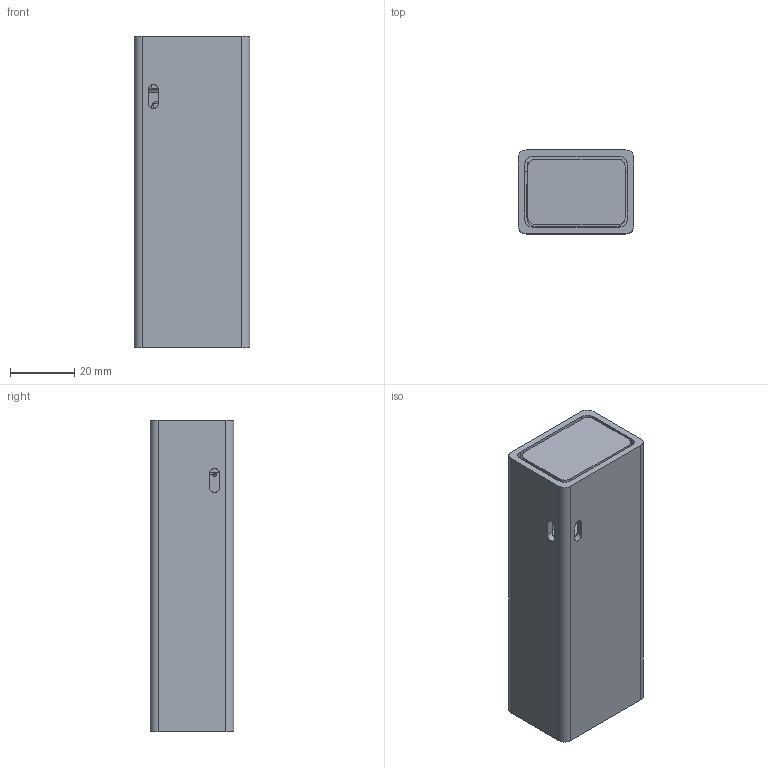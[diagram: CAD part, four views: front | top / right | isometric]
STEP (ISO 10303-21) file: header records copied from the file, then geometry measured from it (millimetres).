
FILE_DESCRIPTION(/* description */ ('','CAx-IF Rec.Pracs.---Representation and Presentation of Product Manufacturing Information (PMI)---4.0---2014-10-13'),/* implementation_level */ '2;1');
FILE_NAME(/* name */ 'Clicker V3.1.step',/* time_stamp */ '2025-01-19T16:12:19+01:00',/* author */ (''),/* organization */ (''),/* preprocessor_version */ 'ST-DEVELOPER v20',/* originating_system */ 'Autodesk Translation Framework v13.20.0.188',/* authorisation */ '');
FILE_SCHEMA (('AP242_MANAGED_MODEL_BASED_3D_ENGINEERING_MIM_LF { 1 0 10303 442 1 1 4 }'));
Products named in the file (17): Clicker V3.1; MX °´¼ü_¨¹_¡§1; MX Öá °´¼ü¡ä_¨¹
___¡§1; MX Öá ÖáÌå¨¢¨¬
_¡§¡é¡§__; MXÖá ÖáÌå µ×²¿ ¦Ì¡
Á2__Ä¬ÈÏ_¨¢2____¨¨_; Õë½Å___Ä¬ÈÏ__¨¨
_; Clicker_PCB 1; Clicker_PCB_PCB; LED_0603_1608Metric; LED_0603_1608Metric_1; Battery; Button; Outer Shell; Tray; mill-max-858-10-003-10-002000; mill-max-858-10-003-10-002000_P8XX-18-014-16-08000X(P803-18-014-16-08
0000); mill-max-858-10-003-10-002000_1969-X(1969-1-00-15-00-00-03-0)
Assembly tree (30 placements, depth 4):
  Clicker V3.1
    MX °´¼ü_¨¹_¡§1
      MX Öá °´¼ü¡ä_¨¹
___¡§1
      MX Öá ÖáÌå¨¢¨¬
_¡§¡é¡§__
      MXÖá ÖáÌå µ×²¿ ¦Ì¡
Á2__Ä¬ÈÏ_¨¢2____¨¨_
      Õë½Å___Ä¬ÈÏ__¨¨
_
    Clicker_PCB 1
      LED_0603_1608Metric  x13
        LED_0603_1608Metric_1
      Clicker_PCB_PCB
    Battery
    Button
    Outer Shell
    Tray
    mill-max-858-10-003-10-002000
      mill-max-858-10-003-10-002000_P8XX-18-014-16-08000X(P803-18-014-16-08
0000)
      mill-max-858-10-003-10-002000_1969-X(1969-1-00-15-00-00-03-0)  x3
Bounding box: 36 x 26 x 96.91 mm (x, y, z)
Volume: 57239.1 mm3; surface area: 47284.7 mm2
Topology: 27 solids, 27 shells, 2580 faces, 6534 edges, 3947 vertices
Faces by surface type: plane 1182, cylinder 984, torus 186, sphere 107, bspline 101, cone 20
Full cylindrical faces by diameter (mm): 0.003 x3, 0.8 x2, 1.016 x3, 1.6 x4, 2 x1, 2.388 x6, 2.438 x3, 2.489 x3, 2.5 x2, 2.527 x6, 2.54 x3, 2.6 x1, 2.7 x2, 3 x6, 3.175 x3, 3.251 x3, 3.5 x2, 3.8 x1, 4.191 x2, 4.501 x2, 4.8 x1, 5 x2
Entity records: 60578 total; most frequent: CARTESIAN_POINT 13292, DIRECTION 10288, ORIENTED_EDGE 9516, EDGE_CURVE 4758, AXIS2_PLACEMENT_3D 3828, VERTEX_POINT 2867, LINE 2632, VECTOR 2632
